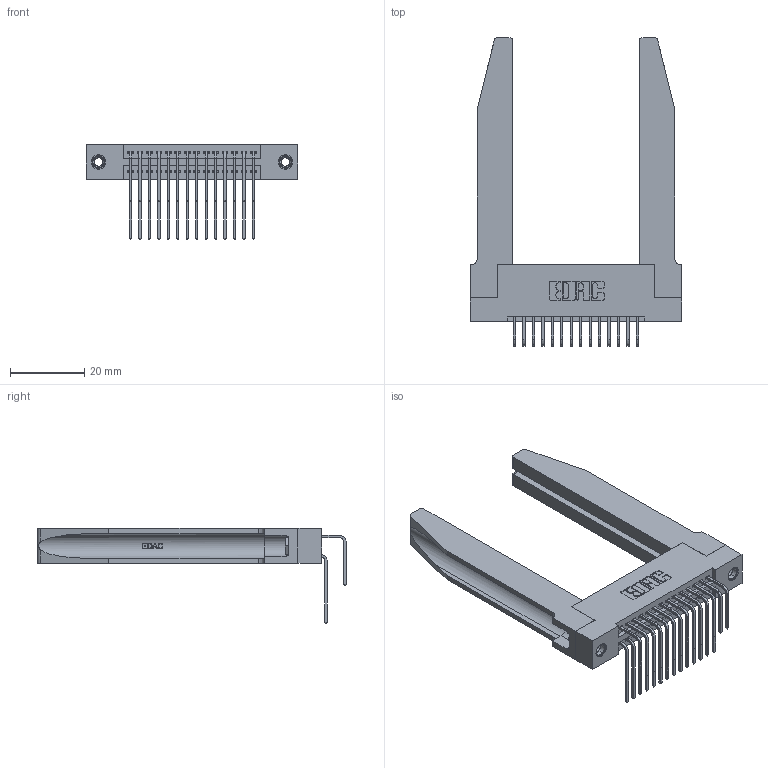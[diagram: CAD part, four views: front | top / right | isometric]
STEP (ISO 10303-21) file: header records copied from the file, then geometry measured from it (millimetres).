
FILE_DESCRIPTION (( 'STEP AP203' ), '1' );
FILE_NAME ('395-028-558-278.STEP', '2019-10-16T20:20:02', ( '' ), ( '' ), 'SwSTEP 2.0', 'SolidWorks 2016', '' );
FILE_SCHEMA (( 'CONFIG_CONTROL_DESIGN' ));
Length unit declared in the file: inch
Products named in the file (6): 395-028-558-278; 345 Part_Flush Mounting Lugs - 0.156 Dia-TH; 345-292-001_558 559 Tail - 1; 345-292-001_558 Tail - 2; 345-250-001_345-250-001-102; 345-220-078_345-220-078
Assembly tree (33 placements, depth 2):
  395-028-558-278
    345 Part_Flush Mounting Lugs - 0.156 Dia-TH
    345-292-001_558 559 Tail - 1  x14
    345-292-001_558 Tail - 2  x14
    345-250-001_345-250-001-102  x2
    345-220-078_345-220-078  x2
Bounding box: 56.79 x 82.79 x 25.53 mm (x, y, z)
Volume: 13189.1 mm3; surface area: 15065.4 mm2
Topology: 33 solids, 33 shells, 1816 faces, 5289 edges, 3478 vertices
Faces by surface type: plane 1202, cylinder 562, bspline 36, cone 12, torus 4
Entity records: 21146 total; most frequent: CARTESIAN_POINT 4534, ORIENTED_EDGE 3314, DIRECTION 2999, EDGE_CURVE 1657, VECTOR 1335, LINE 1335, VERTEX_POINT 1096, AXIS2_PLACEMENT_3D 832
